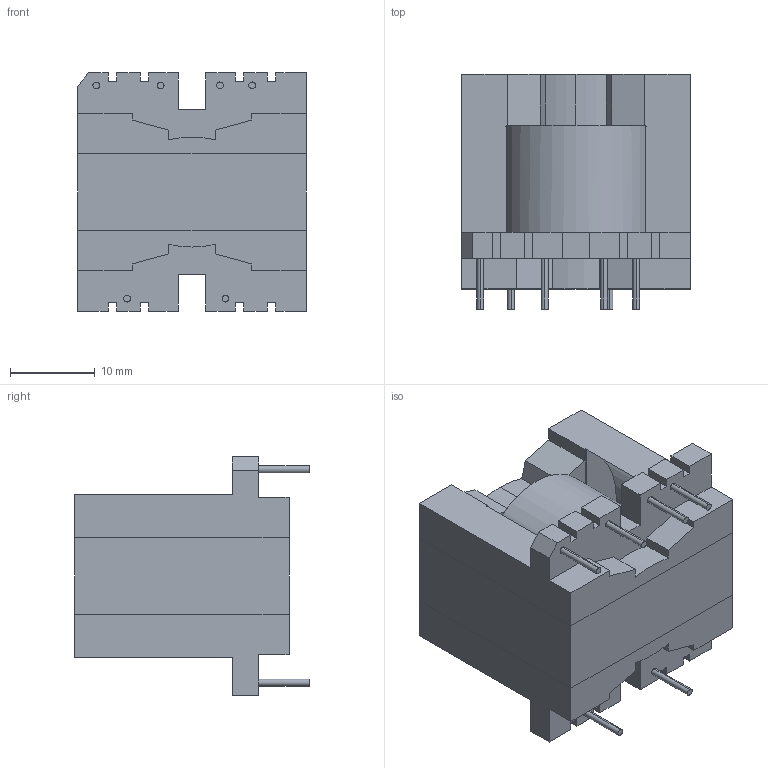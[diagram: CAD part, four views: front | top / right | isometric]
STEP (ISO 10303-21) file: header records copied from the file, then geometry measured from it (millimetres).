
FILE_DESCRIPTION (( 'STEP AP214' ), '1' );
FILE_NAME ('User Library-TRANS PQ2625.STEP', '2021-07-20T15:22:24', ( '' ), ( '' ), 'SwSTEP 2.0', 'SolidWorks 2021', '' );
FILE_SCHEMA (( 'AUTOMOTIVE_DESIGN' ));
Length unit declared in the file: millimetre
Products named in the file (1): User Library-TRANS PQ2625
Bounding box: 27 x 27.7 x 28.12 mm (x, y, z)
Volume: 10262.9 mm3; surface area: 5305.6 mm2
Topology: 1 solids, 1 shells, 133 faces, 364 edges, 236 vertices
Faces by surface type: plane 110, cylinder 23
Entity records: 4894 total; most frequent: CARTESIAN_POINT 734, ORIENTED_EDGE 728, DIRECTION 682, EDGE_CURVE 364, LINE 314, VECTOR 314, VERTEX_POINT 236, AXIS2_PLACEMENT_3D 184
